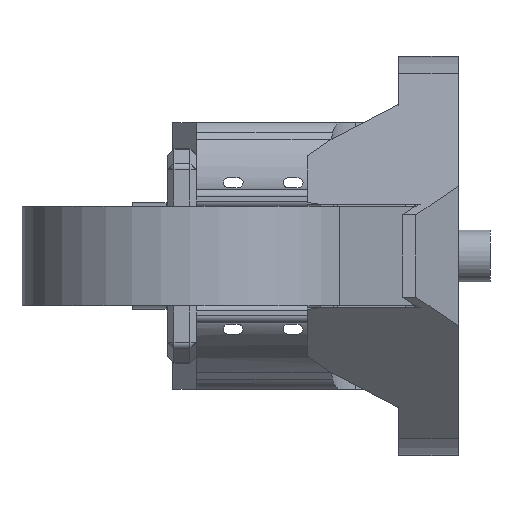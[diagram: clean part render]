
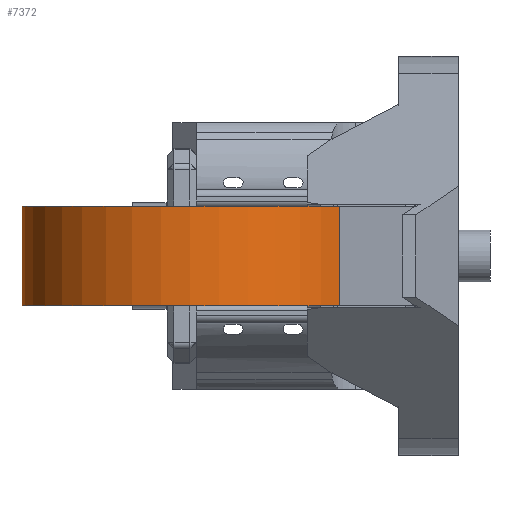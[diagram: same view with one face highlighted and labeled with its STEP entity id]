
A CAD part, left-side view. The second image highlights one B-rep face of the part: STEP entity #7372.
In plain terms, the highlighted cylindrical face has radius 26 mm (diameter 52 mm), a partial arc.
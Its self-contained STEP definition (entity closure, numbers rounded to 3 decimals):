
#447 = EDGE_CURVE ( 'NONE', #8103, #6784, #787, .T. ) ;
#590 = VECTOR ( 'NONE', #8825, 1000. ) ;
#787 = CIRCLE ( 'NONE', #9343, 26. ) ;
#852 = LINE ( 'NONE', #3290, #590 ) ;
#1047 = DIRECTION ( 'NONE',  ( 0., 0., 1. ) ) ;
#1207 = AXIS2_PLACEMENT_3D ( 'NONE', #8481, #8758, #2329 ) ;
#1323 = AXIS2_PLACEMENT_3D ( 'NONE', #7369, #8910, #8841 ) ;
#1403 = CARTESIAN_POINT ( 'NONE',  ( -36.216, 10.188, 7.5 ) ) ;
#1761 = VERTEX_POINT ( 'NONE', #2681 ) ;
#1848 = FACE_OUTER_BOUND ( 'NONE', #10254, .T. ) ;
#2199 = CYLINDRICAL_SURFACE ( 'NONE', #1207, 26. ) ;
#2329 = DIRECTION ( 'NONE',  ( 1., 0., 0. ) ) ;
#2681 = CARTESIAN_POINT ( 'NONE',  ( -74.501, -21.493, -7.5 ) ) ;
#3290 = CARTESIAN_POINT ( 'NONE',  ( -36.216, 10.188, -7.5 ) ) ;
#3730 = EDGE_CURVE ( 'NONE', #1761, #6784, #6438, .T. ) ;
#4745 = ORIENTED_EDGE ( 'NONE', *, *, #447, .F. ) ;
#4901 = CARTESIAN_POINT ( 'NONE',  ( -74.501, -21.493, 7.5 ) ) ;
#5136 = CARTESIAN_POINT ( 'NONE',  ( -74.501, -21.493, -7.5 ) ) ;
#5612 = CARTESIAN_POINT ( 'NONE',  ( -36.216, 10.188, -7.5 ) ) ;
#5769 = CIRCLE ( 'NONE', #1323, 26. ) ;
#6171 = DIRECTION ( 'NONE',  ( 0., 0., 1. ) ) ;
#6196 = ORIENTED_EDGE ( 'NONE', *, *, #7514, .F. ) ;
#6438 = LINE ( 'NONE', #5136, #8948 ) ;
#6492 = EDGE_CURVE ( 'NONE', #9131, #1761, #5769, .T. ) ;
#6784 = VERTEX_POINT ( 'NONE', #4901 ) ;
#6994 = CARTESIAN_POINT ( 'NONE',  ( -60.241, 0.247, 7.5 ) ) ;
#7369 = CARTESIAN_POINT ( 'NONE',  ( -60.241, 0.247, -7.5 ) ) ;
#7372 = ADVANCED_FACE ( 'NONE', ( #1848 ), #2199, .T. ) ;
#7514 = EDGE_CURVE ( 'NONE', #9131, #8103, #852, .T. ) ;
#7834 = DIRECTION ( 'NONE',  ( -1., 0., 0. ) ) ;
#8103 = VERTEX_POINT ( 'NONE', #1403 ) ;
#8283 = ORIENTED_EDGE ( 'NONE', *, *, #3730, .T. ) ;
#8481 = CARTESIAN_POINT ( 'NONE',  ( -60.241, 0.247, -7.5 ) ) ;
#8758 = DIRECTION ( 'NONE',  ( 0., 0., 1. ) ) ;
#8825 = DIRECTION ( 'NONE',  ( 0., 0., 1. ) ) ;
#8841 = DIRECTION ( 'NONE',  ( -1., 0., 0. ) ) ;
#8910 = DIRECTION ( 'NONE',  ( 0., 0., 1. ) ) ;
#8948 = VECTOR ( 'NONE', #1047, 1000. ) ;
#9131 = VERTEX_POINT ( 'NONE', #5612 ) ;
#9343 = AXIS2_PLACEMENT_3D ( 'NONE', #6994, #6171, #7834 ) ;
#10254 = EDGE_LOOP ( 'NONE', ( #8283, #4745, #6196, #10295 ) ) ;
#10295 = ORIENTED_EDGE ( 'NONE', *, *, #6492, .T. ) ;
